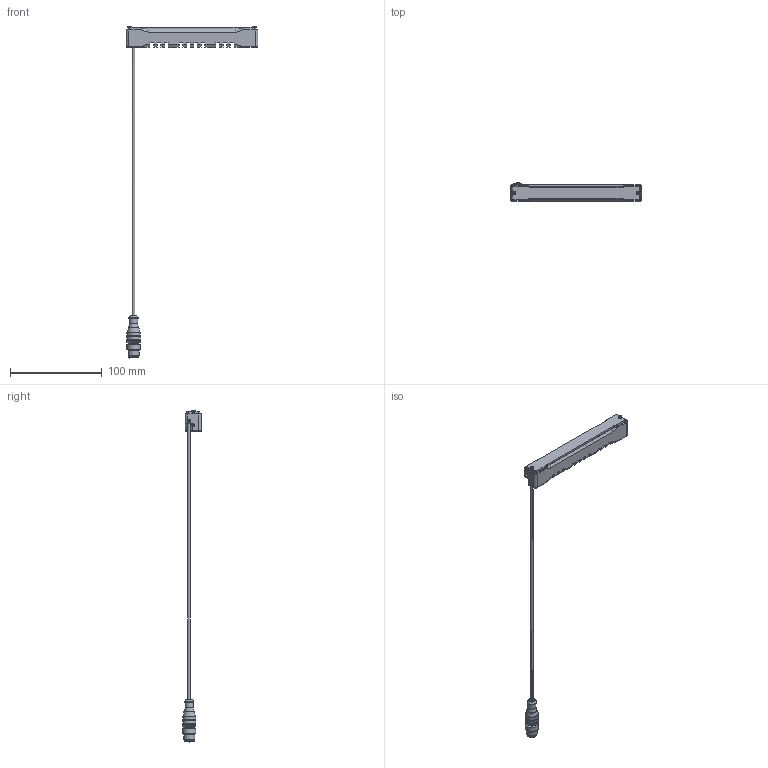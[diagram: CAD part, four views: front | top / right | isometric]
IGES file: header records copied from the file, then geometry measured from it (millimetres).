
Global section: file name: BE-A130; native system: Autodesk Inventor 2021; preprocessor: unknown; author: S. Sandt; organization: di-soric GmbH & Co. KG; date: 20210323.073903; units: millimetre
Bounding box: 144 x 20.75 x 362.85 mm (x, y, z)
Volume: 53233.2 mm3; surface area: 25730.5 mm2
Topology: 1 solids, 7 shells, 413 faces, 1116 edges, 729 vertices
Faces by surface type: bspline 413
